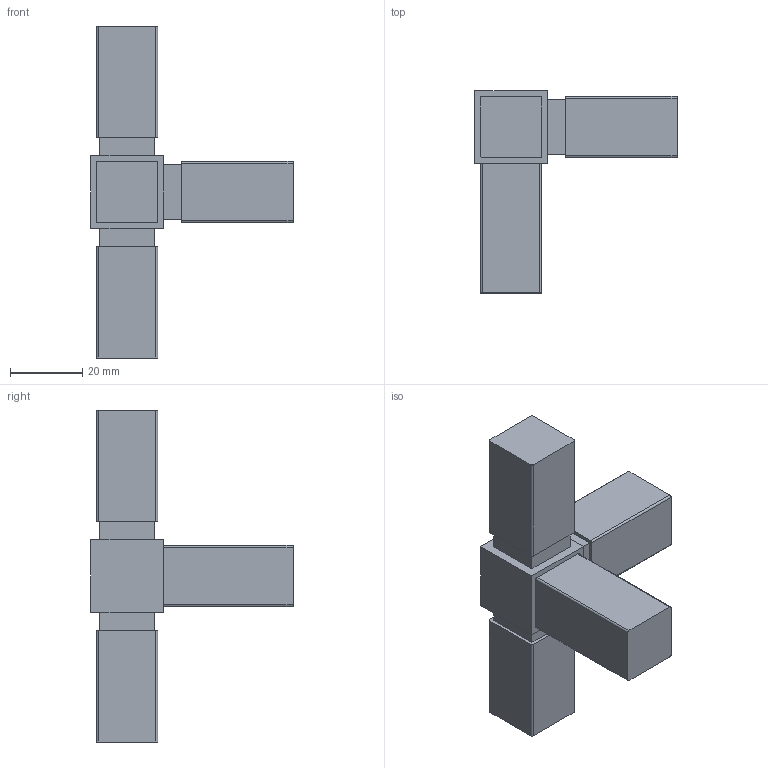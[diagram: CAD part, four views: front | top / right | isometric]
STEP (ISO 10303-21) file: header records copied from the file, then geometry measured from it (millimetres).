
FILE_DESCRIPTION( ( 'STEP AP214' ), '1' );
FILE_NAME( 'K0620.1201512.stp', '2020-12-09T09:09:15', ( '' ), ( '' ), ' ', 'PARTsolutions', ' ' );
FILE_SCHEMA( ( 'AUTOMOTIVE_DESIGN { 1 0 10303 214 1 1 1 1 }' ) );
Length unit declared in the file: millimetre
Products named in the file (1): _K0620.1201512
Bounding box: 56 x 56 x 92 mm (x, y, z)
Volume: 48628.3 mm3; surface area: 12344 mm2
Topology: 1 solids, 1 shells, 57 faces, 144 edges, 96 vertices
Faces by surface type: plane 41, cylinder 16
Entity records: 2182 total; most frequent: CARTESIAN_POINT 298, DIRECTION 292, ORIENTED_EDGE 288, EDGE_CURVE 144, LINE 112, VECTOR 112, VERTEX_POINT 96, AXIS2_PLACEMENT_3D 90
